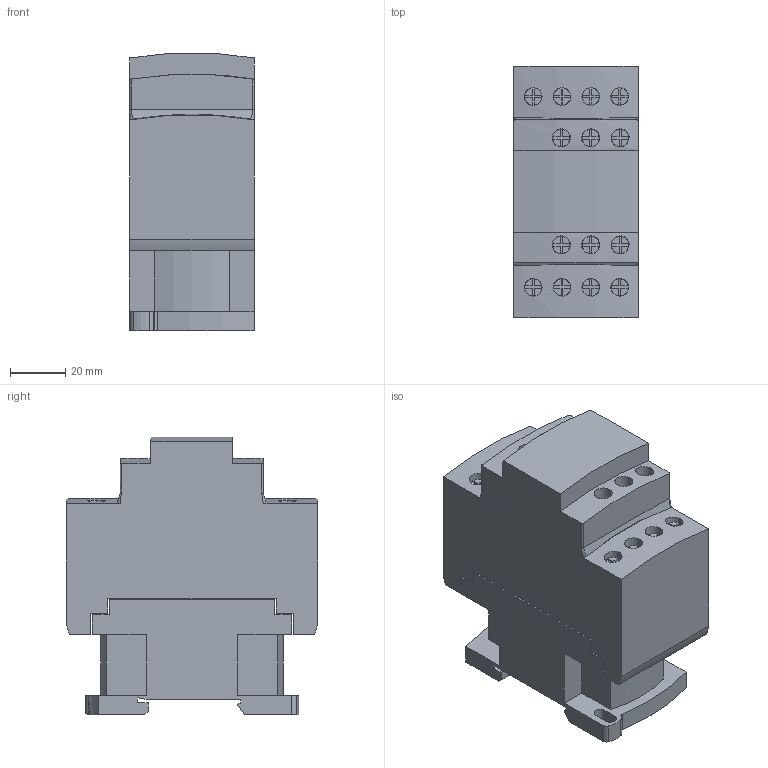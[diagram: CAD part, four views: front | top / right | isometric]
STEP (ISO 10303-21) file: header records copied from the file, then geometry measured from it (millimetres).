
FILE_DESCRIPTION(('STEP AP214'),'1');
FILE_NAME('contactor_lc1dt40v7.stp','2017-10-10T12:14:04',('TraceParts'),('TraceParts S.A.'),'Spatial InterOp 3D',' ',' ');
FILE_SCHEMA(('automotive_design'));
Length unit declared in the file: millimetre
Products named in the file (5): contactor_lc1dt40v7_1; contactor_lc1dt40v7_2; contactor_lc1dt40v7_3; contactor_lc1dt40v7_4; contactor_lc1dt40v7_5
Bounding box: 44.8 x 90.8 x 100.23 mm (x, y, z)
Volume: 296751.8 mm3; surface area: 51944.5 mm2
Topology: 5 solids, 5 shells, 370 faces, 1002 edges, 664 vertices
Faces by surface type: plane 282, cylinder 84, bspline 4
Entity records: 13461 total; most frequent: CARTESIAN_POINT 3948, ORIENTED_EDGE 2004, DIRECTION 1919, EDGE_CURVE 1002, LINE 695, VECTOR 695, VERTEX_POINT 664, AXIS2_PLACEMENT_3D 612
